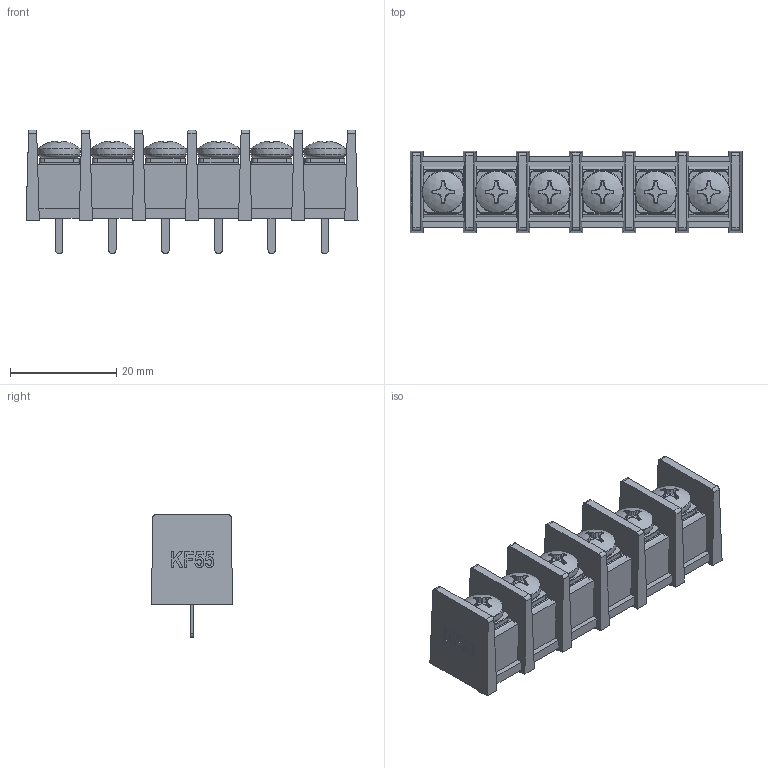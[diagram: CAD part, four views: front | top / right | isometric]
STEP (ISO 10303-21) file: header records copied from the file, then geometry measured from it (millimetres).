
FILE_DESCRIPTION(/* description */ (''),/* implementation_level */ '2;1');
FILE_NAME(/* name */ 'KF55C-10.0-06P.step',/* time_stamp */ '2025-04-17T15:06:05+03:00',/* author */ (''),/* organization */ (''),/* preprocessor_version */ 'ST-DEVELOPER v20.1',/* originating_system */ 'Autodesk Translation Framework v14.4.0.0',/* authorisation */ '');
FILE_SCHEMA (('AUTOMOTIVE_DESIGN { 1 0 10303 214 3 1 1 }'));
Length unit declared in the file: millimetre
Products named in the file (5): KF55C-10.0_parametric; Plastic; 92000A216_NO THREADS_Passivated 18-8 Stainless Steel Pan Head Phillip
s Screws; Washer; Pin
Assembly tree (19 placements, depth 2):
  KF55C-10.0_parametric
    Pin  x6
    Washer  x6
    92000A216_NO THREADS_Passivated 18-8 Stainless Steel Pan Head Phillip
s Screws  x6
    Plastic
Bounding box: 62.5 x 15.3 x 23.2 mm (x, y, z)
Volume: 11867.8 mm3; surface area: 9930.9 mm2
Topology: 29 solids, 29 shells, 707 faces, 1758 edges, 1130 vertices
Faces by surface type: plane 323, cylinder 194, bspline 82, torus 72, cone 30, sphere 6
Full cylindrical faces by diameter (mm): 3.8 x6, 4 x12
Entity records: 8465 total; most frequent: CARTESIAN_POINT 2449, ORIENTED_EDGE 1236, DIRECTION 1144, EDGE_CURVE 618, VERTEX_POINT 405, LINE 398, VECTOR 398, AXIS2_PLACEMENT_3D 373
